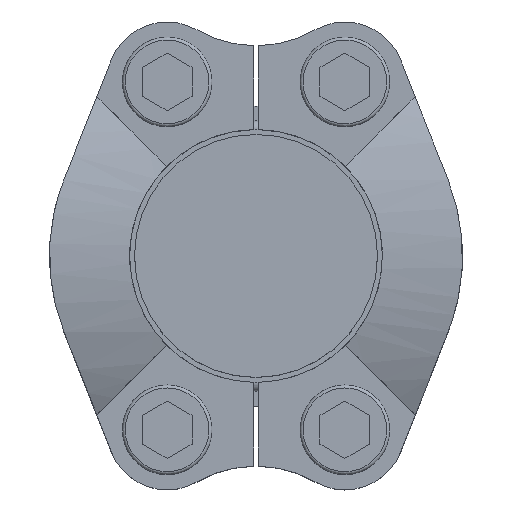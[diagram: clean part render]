
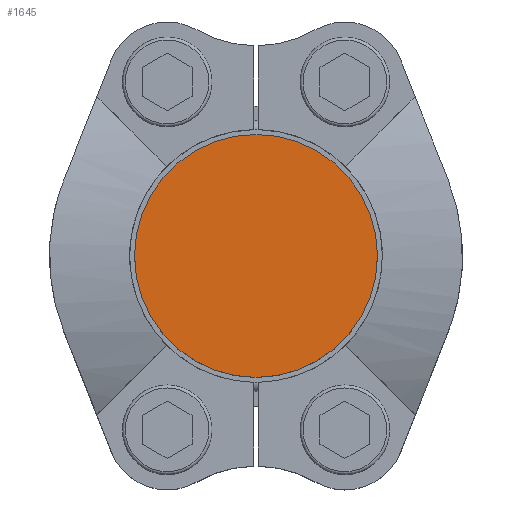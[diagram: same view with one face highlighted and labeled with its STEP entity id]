
A CAD part, top view. The second image highlights one B-rep face of the part: STEP entity #1645.
In plain terms, the highlighted planar face has unit normal (0, 0, 1).
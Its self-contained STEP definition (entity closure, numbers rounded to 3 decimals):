
#57=PLANE('',#1823);
#552=ORIENTED_EDGE('',*,*,#916,.F.);
#916=EDGE_CURVE('',#1106,#1106,#1234,.T.);
#1106=VERTEX_POINT('',#2705);
#1234=CIRCLE('',#1824,24.4);
#1316=EDGE_LOOP('',(#552));
#1472=FACE_BOUND('',#1316,.T.);
#1645=ADVANCED_FACE('',(#1472),#57,.F.);
#1823=AXIS2_PLACEMENT_3D('',#2703,#2157,#2158);
#1824=AXIS2_PLACEMENT_3D('',#2704,#2159,#2160);
#2157=DIRECTION('',(0.,0.,-1.));
#2158=DIRECTION('',(-1.,0.,0.));
#2159=DIRECTION('',(0.,0.,-1.));
#2160=DIRECTION('',(-1.,0.,0.));
#2703=CARTESIAN_POINT('',(0.,0.,16.));
#2704=CARTESIAN_POINT('',(0.,0.,16.));
#2705=CARTESIAN_POINT('',(-24.4,0.,16.));
